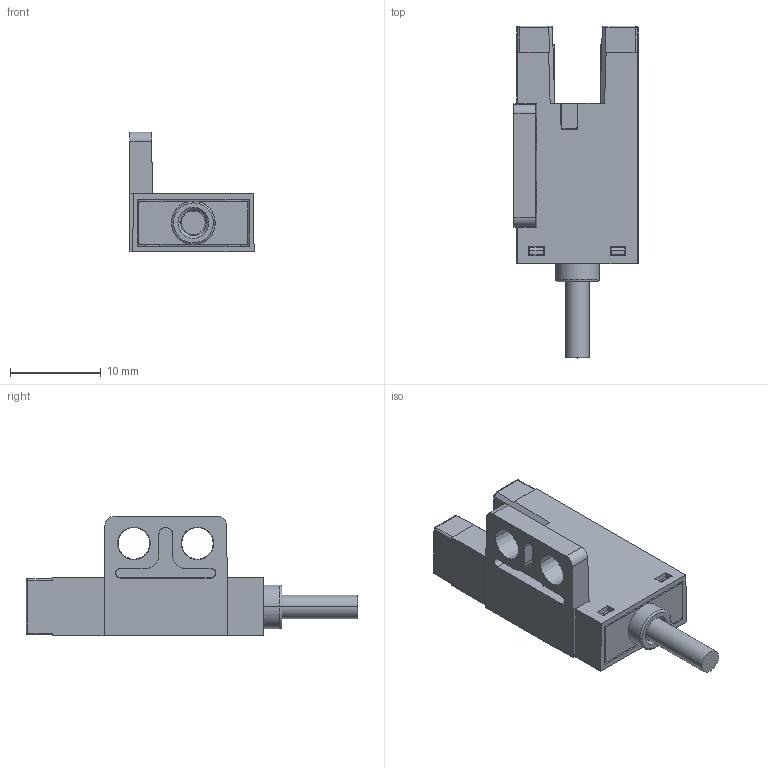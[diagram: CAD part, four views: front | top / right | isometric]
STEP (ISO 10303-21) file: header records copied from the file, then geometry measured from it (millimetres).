
FILE_DESCRIPTION((''),'2;1');
FILE_NAME('DM_CAD-1256B_SW0001','2017-04-19T',('creinig-se'),(''),'PRO/ENGINEER BY PARAMETRIC TECHNOLOGY CORPORATION, 2015440','PRO/ENGINEER BY PARAMETRIC TECHNOLOGY CORPORATION, 2015440','');
FILE_SCHEMA(('CONFIG_CONTROL_DESIGN'));
Length unit declared in the file: millimetre
Products named in the file (1): DM_CAD-1256B_SW0001
Bounding box: 13.7 x 36.6 x 13.2 mm (x, y, z)
Volume: 1044 mm3; surface area: 2771.2 mm2
Topology: 6 solids, 6 shells, 248 faces, 690 edges, 455 vertices
Faces by surface type: plane 195, cylinder 38, cone 9, sphere 4, torus 2
Entity records: 10033 total; most frequent: CARTESIAN_POINT 1860, ORIENTED_EDGE 1366, DIRECTION 1210, EDGE_CURVE 683, VECTOR 540, LINE 540, VERTEX_POINT 449, AXIS2_PLACEMENT_3D 335
